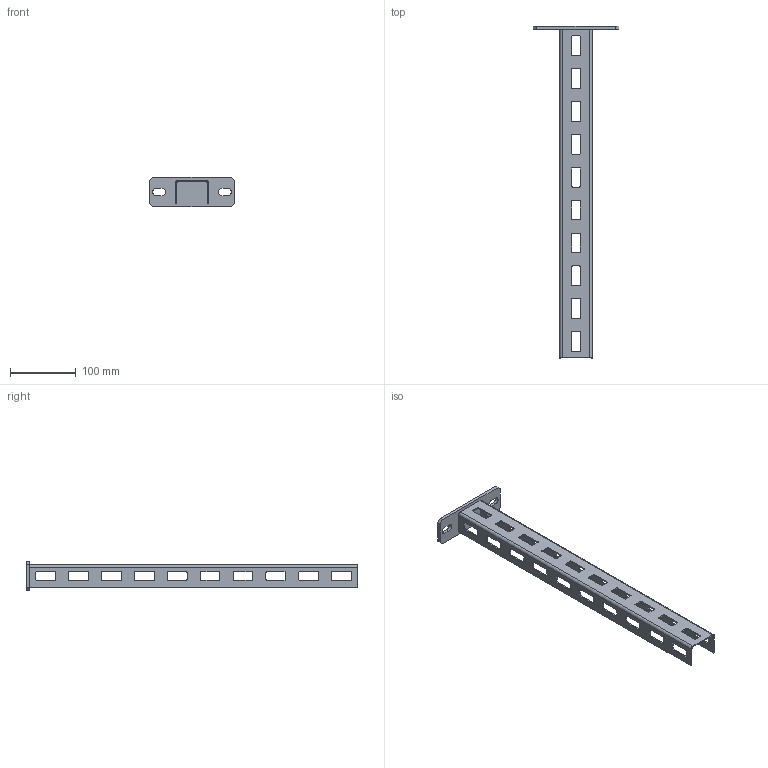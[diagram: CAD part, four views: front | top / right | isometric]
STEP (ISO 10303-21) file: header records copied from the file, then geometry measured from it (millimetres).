
FILE_DESCRIPTION((''),'2;1');
FILE_NAME('752005_ASM','2020-10-15T11:41:44',('tomas'),(''),'CREO PARAMETRIC BY PTC INC, 2019352','CREO PARAMETRIC BY PTC INC, 2019352','');
FILE_SCHEMA(('CONFIG_CONTROL_DESIGN'));
Length unit declared in the file: millimetre
Products named in the file (3): WPCB1_PRT; WPCB500_PRT; 752005_ASM
Assembly tree (2 placements, depth 2):
  752005_ASM
    WPCB1_PRT
    WPCB500_PRT
Bounding box: 130 x 505 x 45 mm (x, y, z)
Volume: 117136 mm3; surface area: 110627.8 mm2
Topology: 2 solids, 2 shells, 272 faces, 804 edges, 536 vertices
Faces by surface type: plane 144, cylinder 128
Entity records: 9360 total; most frequent: CARTESIAN_POINT 1617, DIRECTION 1614, ORIENTED_EDGE 1608, EDGE_CURVE 804, VECTOR 548, LINE 548, VERTEX_POINT 536, AXIS2_PLACEMENT_3D 533
